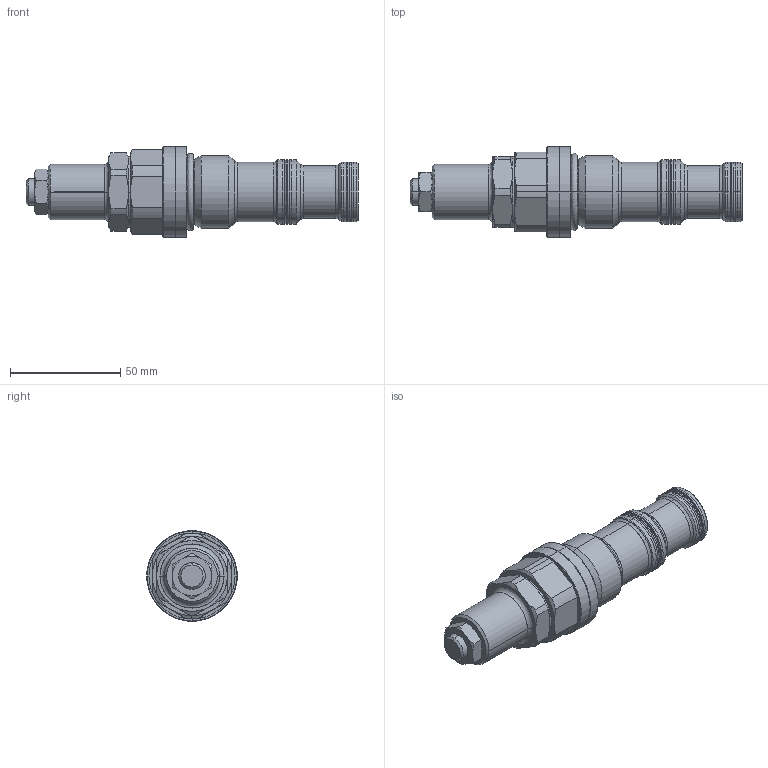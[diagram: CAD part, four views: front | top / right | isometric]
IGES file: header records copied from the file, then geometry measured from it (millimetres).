
Start section: SolidWorks IGES file using analytic representation for surfaces
Global section: file name: 515.033B_Kunde.IGS; native system: SolidWorks 2016; preprocessor: SolidWorks 2016; author: hinz; date: 170315.133707; units: millimetre
Bounding box: 150.4 x 41 x 41 mm (x, y, z)
Surface area: 19031.9 mm2 (no closed solid volume)
Topology: 0 solids, 0 shells, 195 faces, 2658 edges, 2658 vertices
Faces by surface type: revolution 116, bspline 79
